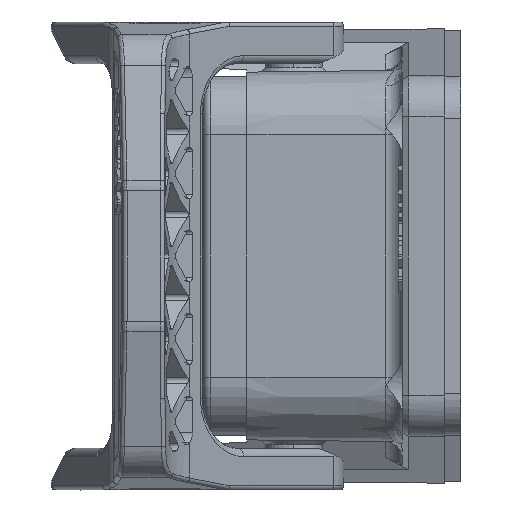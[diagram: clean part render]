
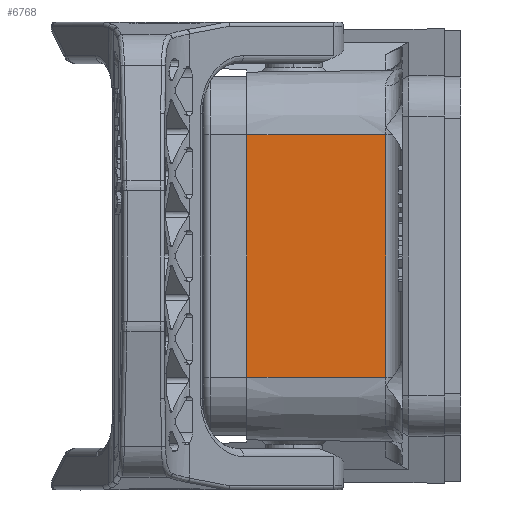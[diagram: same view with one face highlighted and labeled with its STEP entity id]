
A CAD part, left-side view. The second image highlights one B-rep face of the part: STEP entity #6768.
In plain terms, the highlighted planar face has unit normal (-1, 0.012, 0).
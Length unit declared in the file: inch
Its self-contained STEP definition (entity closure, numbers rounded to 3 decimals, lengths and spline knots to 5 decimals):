
#179=DIRECTION('',(0.,0.,-1.));
#180=VECTOR('',#179,1.14173);
#181=CARTESIAN_POINT('',(-2.38004,-0.40254,
0.57087));
#182=LINE('',#181,#180);
#201=DIRECTION('',(0.012,1.,0.));
#202=VECTOR('',#201,0.65455);
#203=CARTESIAN_POINT('',(-2.38004,-0.40254,
-0.57087));
#204=LINE('',#203,#202);
#503=DIRECTION('',(-0.012,-1.,0.));
#504=VECTOR('',#503,0.65455);
#505=CARTESIAN_POINT('',(-2.37205,0.25197,
0.57087));
#506=LINE('',#505,#504);
#558=DIRECTION('',(0.,0.,1.));
#559=VECTOR('',#558,1.14173);
#560=CARTESIAN_POINT('',(-2.37205,0.25197,
-0.57087));
#561=LINE('',#560,#559);
#4977=CARTESIAN_POINT('',(-2.38004,-0.40254,
0.57087));
#4979=VERTEX_POINT('',#4977);
#5324=CARTESIAN_POINT('',(-2.38004,-0.40254,
-0.57087));
#5325=CARTESIAN_POINT('',(-2.37205,0.25197,
-0.57087));
#5326=VERTEX_POINT('',#5324);
#5327=VERTEX_POINT('',#5325);
#5328=CARTESIAN_POINT('',(-2.37205,0.25197,
0.57087));
#5329=VERTEX_POINT('',#5328);
#6756=CARTESIAN_POINT('',(-2.37205,0.25197,0.));
#6757=DIRECTION('',(-1.,0.012,0.));
#6758=DIRECTION('',(-0.012,-1.,0.));
#6759=AXIS2_PLACEMENT_3D('',#6756,#6757,#6758);
#6760=PLANE('',#6759);
#6761=ORIENTED_EDGE('',*,*,#6211,.T.);
#6763=ORIENTED_EDGE('',*,*,#6762,.T.);
#6764=ORIENTED_EDGE('',*,*,#6742,.T.);
#6765=ORIENTED_EDGE('',*,*,#6177,.T.);
#6766=EDGE_LOOP('',(#6761,#6763,#6764,#6765));
#6767=FACE_OUTER_BOUND('',#6766,.F.);
#6768=ADVANCED_FACE('',(#6767),#6760,.T.);
#6177=EDGE_CURVE('',#4979,#5326,#182,.T.);
#6211=EDGE_CURVE('',#5326,#5327,#204,.T.);
#6742=EDGE_CURVE('',#5329,#4979,#506,.T.);
#6762=EDGE_CURVE('',#5327,#5329,#561,.T.);
